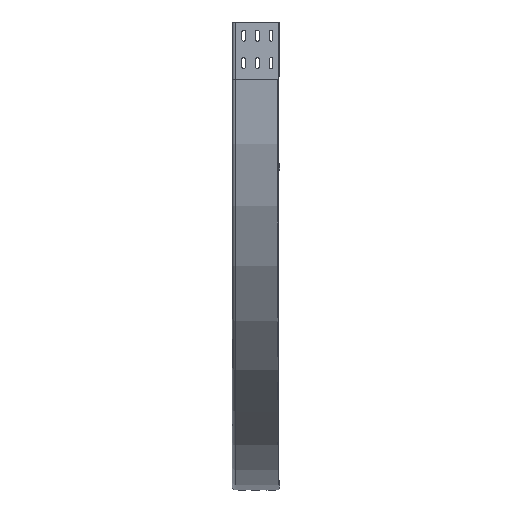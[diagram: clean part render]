
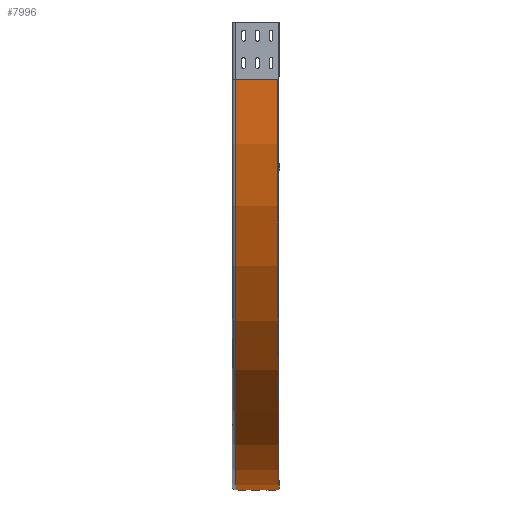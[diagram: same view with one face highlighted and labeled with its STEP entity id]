
A CAD part, left-side view. The second image highlights one B-rep face of the part: STEP entity #7996.
In plain terms, the highlighted cylindrical face has radius 750 mm (diameter 1500 mm), a partial arc.
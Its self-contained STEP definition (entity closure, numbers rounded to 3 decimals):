
#206 = DIRECTION ( 'NONE',  ( 1., 0., 0. ) ) ;
#217 = ORIENTED_EDGE ( 'NONE', *, *, #6295, .F. ) ;
#639 = AXIS2_PLACEMENT_3D ( 'NONE', #4607, #5881, #2076 ) ;
#1998 = LINE ( 'NONE', #7809, #3299 ) ;
#2076 = DIRECTION ( 'NONE',  ( 0., 0., -1. ) ) ;
#2452 = DIRECTION ( 'NONE',  ( 0., -1., 0. ) ) ;
#2503 = CIRCLE ( 'NONE', #3283, 750. ) ;
#2782 = DIRECTION ( 'NONE',  ( 0., -1., 0. ) ) ;
#2852 = VECTOR ( 'NONE', #2452, 1000. ) ;
#3031 = ORIENTED_EDGE ( 'NONE', *, *, #4505, .T. ) ;
#3283 = AXIS2_PLACEMENT_3D ( 'NONE', #7777, #3982, #206 ) ;
#3299 = VECTOR ( 'NONE', #2782, 1000. ) ;
#3303 = CYLINDRICAL_SURFACE ( 'NONE', #639, 750. ) ;
#3620 = CARTESIAN_POINT ( 'NONE',  ( 750., 79.25, -105. ) ) ;
#3644 = AXIS2_PLACEMENT_3D ( 'NONE', #3620, #8041, #4252 ) ;
#3662 = VERTEX_POINT ( 'NONE', #7124 ) ;
#3787 = CIRCLE ( 'NONE', #3644, 750. ) ;
#3802 = EDGE_LOOP ( 'NONE', ( #217, #6471, #7035, #3031 ) ) ;
#3982 = DIRECTION ( 'NONE',  ( 0., 1., 0. ) ) ;
#4252 = DIRECTION ( 'NONE',  ( 0., 0., -1. ) ) ;
#4505 = EDGE_CURVE ( 'NONE', #4573, #5889, #2503, .T. ) ;
#4573 = VERTEX_POINT ( 'NONE', #6595 ) ;
#4607 = CARTESIAN_POINT ( 'NONE',  ( 750., 0., -105. ) ) ;
#5128 = EDGE_CURVE ( 'NONE', #6483, #3662, #3787, .T. ) ;
#5442 = EDGE_CURVE ( 'NONE', #3662, #4573, #1998, .T. ) ;
#5823 = CARTESIAN_POINT ( 'NONE',  ( 0., 0., -105. ) ) ;
#5881 = DIRECTION ( 'NONE',  ( 0., -1., 0. ) ) ;
#5889 = VERTEX_POINT ( 'NONE', #5823 ) ;
#6295 = EDGE_CURVE ( 'NONE', #6483, #5889, #7296, .T. ) ;
#6471 = ORIENTED_EDGE ( 'NONE', *, *, #5128, .T. ) ;
#6483 = VERTEX_POINT ( 'NONE', #7718 ) ;
#6595 = CARTESIAN_POINT ( 'NONE',  ( 750., 0., -855. ) ) ;
#6667 = FACE_OUTER_BOUND ( 'NONE', #3802, .T. ) ;
#6824 = CARTESIAN_POINT ( 'NONE',  ( 0., 2.25, -105. ) ) ;
#7035 = ORIENTED_EDGE ( 'NONE', *, *, #5442, .T. ) ;
#7124 = CARTESIAN_POINT ( 'NONE',  ( 750., 79.25, -855. ) ) ;
#7296 = LINE ( 'NONE', #6824, #2852 ) ;
#7718 = CARTESIAN_POINT ( 'NONE',  ( 0., 79.25, -105. ) ) ;
#7777 = CARTESIAN_POINT ( 'NONE',  ( 750., 0., -105. ) ) ;
#7809 = CARTESIAN_POINT ( 'NONE',  ( 750., 2.25, -855. ) ) ;
#7996 = ADVANCED_FACE ( 'NONE', ( #6667 ), #3303, .T. ) ;
#8041 = DIRECTION ( 'NONE',  ( 0., -1., 0. ) ) ;
